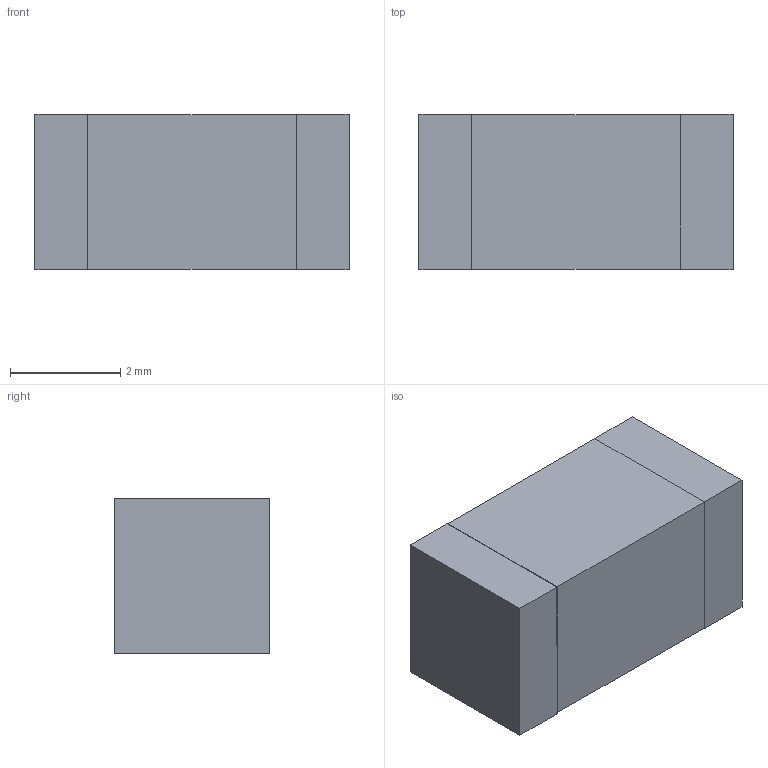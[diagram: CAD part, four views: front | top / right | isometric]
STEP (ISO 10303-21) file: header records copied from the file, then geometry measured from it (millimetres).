
FILE_DESCRIPTION (( 'STEP AP214' ), '1' );
FILE_NAME ('c2211.STEP', '2013-07-25T13:47:09', ( '' ), ( '' ), 'SwSTEP 2.0', 'SolidWorks 2011', '' );
FILE_SCHEMA (( 'AUTOMOTIVE_DESIGN' ));
Length unit declared in the file: millimetre
Products named in the file (1): c2211
Bounding box: 5.7 x 2.82 x 2.82 mm (x, y, z)
Volume: 45 mm3; surface area: 80 mm2
Topology: 1 solids, 1 shells, 16 faces, 35 edges, 22 vertices
Faces by surface type: plane 16
Entity records: 638 total; most frequent: CARTESIAN_POINT 77, ORIENTED_EDGE 70, DIRECTION 68, EDGE_CURVE 35, LINE 34, VECTOR 34, VERTEX_POINT 22, UNCERTAINTY_MEASURE_WITH_UNIT 19
